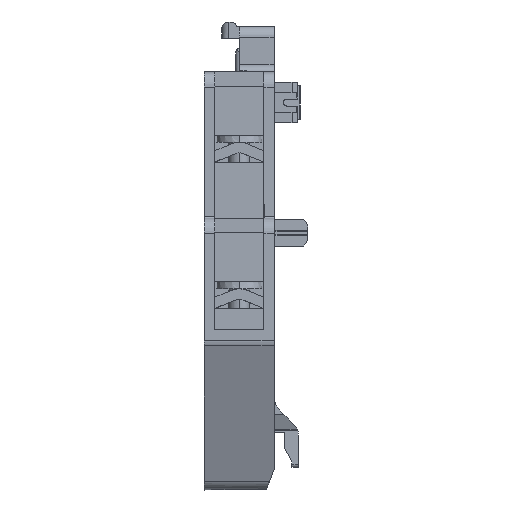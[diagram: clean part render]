
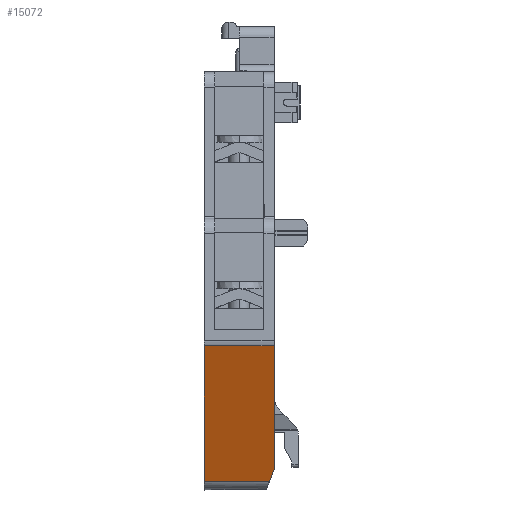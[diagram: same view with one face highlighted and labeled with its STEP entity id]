
A CAD part, front view. The second image highlights one B-rep face of the part: STEP entity #15072.
In plain terms, the highlighted face is planar.
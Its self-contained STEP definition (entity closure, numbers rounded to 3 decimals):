
#262=DIRECTION('',(0.927,-0.375,0.));
#263=VECTOR('',#262,20.956);
#264=CARTESIAN_POINT('',(1.251,-31.504,5.));
#265=LINE('',#264,#263);
#722=DIRECTION('',(0.927,-0.375,0.));
#723=VECTOR('',#722,19.069);
#724=CARTESIAN_POINT('',(3.,-32.211,-5.));
#725=LINE('',#724,#723);
#2853=DIRECTION('',(0.874,-0.353,-0.333));
#2854=VECTOR('',#2853,2.001);
#2855=CARTESIAN_POINT('',(1.251,-31.504,
-4.334));
#2856=LINE('',#2855,#2854);
#2860=DIRECTION('',(0.,0.,1.));
#2861=VECTOR('',#2860,9.334);
#2862=CARTESIAN_POINT('',(1.251,-31.504,
-4.334));
#2863=LINE('',#2862,#2861);
#2894=CARTESIAN_POINT('',(1.251,-31.504,
-4.334));
#6601=DIRECTION('',(0.,0.,1.));
#6602=VECTOR('',#6601,10.);
#6603=CARTESIAN_POINT('',(20.681,-39.354,-5.));
#6604=LINE('',#6603,#6602);
#11020=CARTESIAN_POINT('',(20.681,-39.354,-5.));
#11022=VERTEX_POINT('',#11020);
#11052=CARTESIAN_POINT('',(1.251,-31.504,5.));
#11053=CARTESIAN_POINT('',(20.681,-39.354,5.));
#11054=VERTEX_POINT('',#11052);
#11055=VERTEX_POINT('',#11053);
#12860=CARTESIAN_POINT('',(3.,-32.211,-5.));
#12862=VERTEX_POINT('',#12860);
#12878=VERTEX_POINT('',#2894);
#15058=CARTESIAN_POINT('',(1.251,-31.504,-5.));
#15059=DIRECTION('',(-0.375,-0.927,0.));
#15060=DIRECTION('',(0.927,-0.375,0.));
#15061=AXIS2_PLACEMENT_3D('',#15058,#15059,#15060);
#15062=PLANE('',#15061);
#15063=ORIENTED_EDGE('',*,*,#13245,.F.);
#15065=ORIENTED_EDGE('',*,*,#15064,.T.);
#15066=ORIENTED_EDGE('',*,*,#13027,.T.);
#15068=ORIENTED_EDGE('',*,*,#15067,.F.);
#15069=ORIENTED_EDGE('',*,*,#13256,.F.);
#15070=EDGE_LOOP('',(#15063,#15065,#15066,#15068,#15069));
#15071=FACE_OUTER_BOUND('',#15070,.F.);
#13027=EDGE_CURVE('',#11054,#11055,#265,.T.);
#13245=EDGE_CURVE('',#12878,#12862,#2856,.T.);
#13256=EDGE_CURVE('',#12862,#11022,#725,.T.);
#15064=EDGE_CURVE('',#12878,#11054,#2863,.T.);
#15067=EDGE_CURVE('',#11022,#11055,#6604,.T.);
#15072=ADVANCED_FACE('',(#15071),#15062,.T.);
